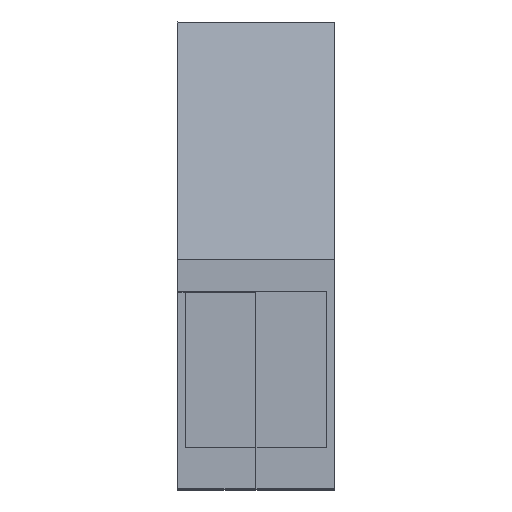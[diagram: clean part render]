
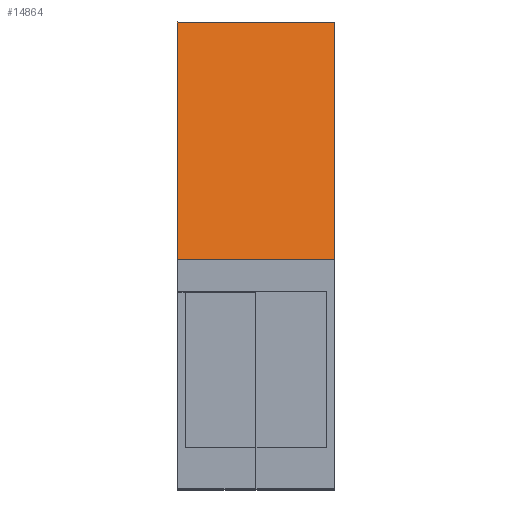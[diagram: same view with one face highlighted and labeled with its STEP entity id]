
A CAD part, top view. The second image highlights one B-rep face of the part: STEP entity #14864.
In plain terms, the highlighted planar face has unit normal (0, 0.208, 0.978).
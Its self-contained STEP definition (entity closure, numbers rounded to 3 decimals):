
#14851=AXIS2_PLACEMENT_3D('Plane Axis2P3D',#14848,#14849,#14850) ;
#12060=CARTESIAN_POINT('Vertex',(24.9,74.,88.)) ;
#12063=CARTESIAN_POINT('Line Origine',(24.9,55.181,92.)) ;
#12067=CARTESIAN_POINT('Vertex',(24.9,36.363,96.)) ;
#12729=CARTESIAN_POINT('Vertex',(0.,36.363,96.)) ;
#12732=CARTESIAN_POINT('Line Origine',(0.,55.181,92.)) ;
#12736=CARTESIAN_POINT('Vertex',(0.,74.,88.)) ;
#14809=CARTESIAN_POINT('Line Origine',(12.45,74.,88.)) ;
#14848=CARTESIAN_POINT('Axis2P3D Location',(0.,36.363,96.)) ;
#14853=CARTESIAN_POINT('Line Origine',(12.45,36.363,96.)) ;
#12064=DIRECTION('Vector Direction',(0.,0.978,-0.208)) ;
#12733=DIRECTION('Vector Direction',(0.,0.978,-0.208)) ;
#14810=DIRECTION('Vector Direction',(1.,0.,0.)) ;
#14849=DIRECTION('Axis2P3D Direction',(0.,-0.208,-0.978)) ;
#14850=DIRECTION('Axis2P3D XDirection',(0.,0.978,-0.208)) ;
#14854=DIRECTION('Vector Direction',(1.,0.,0.)) ;
#12065=VECTOR('Line Direction',#12064,1.) ;
#12734=VECTOR('Line Direction',#12733,1.) ;
#14811=VECTOR('Line Direction',#14810,1.) ;
#14855=VECTOR('Line Direction',#14854,1.) ;
#14859=ORIENTED_EDGE('',*,*,#12069,.T.) ;
#14860=ORIENTED_EDGE('',*,*,#14813,.F.) ;
#14861=ORIENTED_EDGE('',*,*,#12738,.F.) ;
#14862=ORIENTED_EDGE('',*,*,#14857,.T.) ;
#14864=ADVANCED_FACE('SECONDARY',(#14863),#14852,.F.) ;
#12069=EDGE_CURVE('',#12068,#12061,#12066,.T.) ;
#12738=EDGE_CURVE('',#12730,#12737,#12735,.T.) ;
#14813=EDGE_CURVE('',#12737,#12061,#14812,.T.) ;
#14857=EDGE_CURVE('',#12730,#12068,#14856,.T.) ;
#14858=EDGE_LOOP('',(#14859,#14860,#14861,#14862)) ;
#14863=FACE_OUTER_BOUND('',#14858,.T.) ;
#12066=LINE('Line',#12063,#12065) ;
#12735=LINE('Line',#12732,#12734) ;
#14812=LINE('Line',#14809,#14811) ;
#14856=LINE('Line',#14853,#14855) ;
#14852=PLANE('',#14851) ;
#12061=VERTEX_POINT('',#12060) ;
#12068=VERTEX_POINT('',#12067) ;
#12730=VERTEX_POINT('',#12729) ;
#12737=VERTEX_POINT('',#12736) ;
